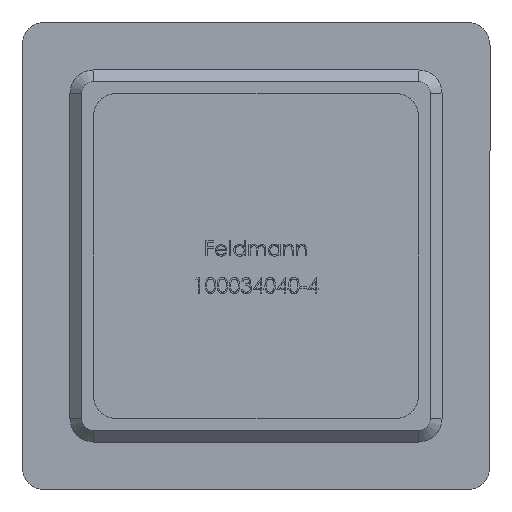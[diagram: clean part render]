
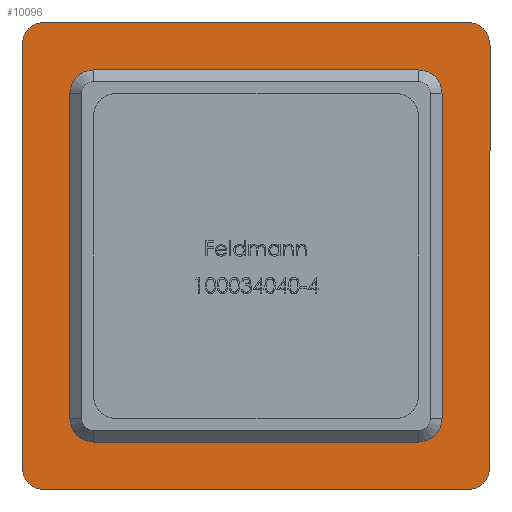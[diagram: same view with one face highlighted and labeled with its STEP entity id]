
A CAD part, front view. The second image highlights one B-rep face of the part: STEP entity #10096.
In plain terms, the highlighted planar face has unit normal (0, -1, 0).
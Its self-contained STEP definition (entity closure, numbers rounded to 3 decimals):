
#29 = LINE ( 'NONE', #9528, #8923 ) ;
#71 = ORIENTED_EDGE ( 'NONE', *, *, #11885, .F. ) ;
#122 = EDGE_CURVE ( 'NONE', #4263, #4934, #4925, .T. ) ;
#288 = CARTESIAN_POINT ( 'NONE',  ( -20., 0., 18. ) ) ;
#294 = CARTESIAN_POINT ( 'NONE',  ( -15.9, 0., 15.9 ) ) ;
#427 = ORIENTED_EDGE ( 'NONE', *, *, #14117, .T. ) ;
#528 = DIRECTION ( 'NONE',  ( 0., 0., 1. ) ) ;
#586 = DIRECTION ( 'NONE',  ( 0., -1., 0. ) ) ;
#667 = ORIENTED_EDGE ( 'NONE', *, *, #2652, .T. ) ;
#677 = VERTEX_POINT ( 'NONE', #14643 ) ;
#713 = FACE_BOUND ( 'NONE', #985, .T. ) ;
#788 = DIRECTION ( 'NONE',  ( -1., 0., 0. ) ) ;
#913 = CIRCLE ( 'NONE', #6062, 2. ) ;
#985 = EDGE_LOOP ( 'NONE', ( #71, #2262, #2591, #13743, #9615, #10821, #2765, #13856 ) ) ;
#1063 = LINE ( 'NONE', #2697, #14155 ) ;
#1355 = CARTESIAN_POINT ( 'NONE',  ( -20., 0., -20. ) ) ;
#1685 = DIRECTION ( 'NONE',  ( -1., 0., 0. ) ) ;
#1759 = VECTOR ( 'NONE', #4038, 1000. ) ;
#1848 = LINE ( 'NONE', #294, #12189 ) ;
#2086 = EDGE_CURVE ( 'NONE', #6205, #9107, #9970, .T. ) ;
#2202 = AXIS2_PLACEMENT_3D ( 'NONE', #3009, #3172, #8840 ) ;
#2262 = ORIENTED_EDGE ( 'NONE', *, *, #14165, .T. ) ;
#2591 = ORIENTED_EDGE ( 'NONE', *, *, #9821, .F. ) ;
#2652 = EDGE_CURVE ( 'NONE', #11485, #3665, #6146, .T. ) ;
#2690 = CARTESIAN_POINT ( 'NONE',  ( -15.9, 0., 13.9 ) ) ;
#2697 = CARTESIAN_POINT ( 'NONE',  ( 20., 0., -20. ) ) ;
#2702 = CARTESIAN_POINT ( 'NONE',  ( 18., 0., 18. ) ) ;
#2765 = ORIENTED_EDGE ( 'NONE', *, *, #13476, .F. ) ;
#3005 = EDGE_CURVE ( 'NONE', #10909, #6034, #9794, .T. ) ;
#3009 = CARTESIAN_POINT ( 'NONE',  ( 18., 0., -18. ) ) ;
#3116 = VECTOR ( 'NONE', #788, 1000. ) ;
#3154 = DIRECTION ( 'NONE',  ( 0., 0., 1. ) ) ;
#3172 = DIRECTION ( 'NONE',  ( 0., -1., 0. ) ) ;
#3524 = AXIS2_PLACEMENT_3D ( 'NONE', #9492, #14321, #5131 ) ;
#3665 = VERTEX_POINT ( 'NONE', #288 ) ;
#3739 = CARTESIAN_POINT ( 'NONE',  ( -15.9, 0., -15.9 ) ) ;
#3747 = AXIS2_PLACEMENT_3D ( 'NONE', #12116, #13248, #14364 ) ;
#3987 = CIRCLE ( 'NONE', #10927, 2. ) ;
#4038 = DIRECTION ( 'NONE',  ( 1., 0., 0. ) ) ;
#4263 = VERTEX_POINT ( 'NONE', #7502 ) ;
#4343 = CARTESIAN_POINT ( 'NONE',  ( 13.9, 0., -15.9 ) ) ;
#4588 = VERTEX_POINT ( 'NONE', #13975 ) ;
#4591 = EDGE_CURVE ( 'NONE', #6205, #9277, #1063, .T. ) ;
#4829 = DIRECTION ( 'NONE',  ( 0., 0., 1. ) ) ;
#4915 = CIRCLE ( 'NONE', #7052, 2. ) ;
#4925 = LINE ( 'NONE', #5295, #3116 ) ;
#4934 = VERTEX_POINT ( 'NONE', #10568 ) ;
#5131 = DIRECTION ( 'NONE',  ( 0., 0., 1. ) ) ;
#5169 = DIRECTION ( 'NONE',  ( 0., 1., 0. ) ) ;
#5295 = CARTESIAN_POINT ( 'NONE',  ( -20., 0., -20. ) ) ;
#5414 = CARTESIAN_POINT ( 'NONE',  ( -18., 0., -18. ) ) ;
#5619 = FACE_OUTER_BOUND ( 'NONE', #13941, .T. ) ;
#5956 = CARTESIAN_POINT ( 'NONE',  ( -13.9, 0., 15.9 ) ) ;
#6034 = VERTEX_POINT ( 'NONE', #14475 ) ;
#6044 = AXIS2_PLACEMENT_3D ( 'NONE', #10688, #11903, #8437 ) ;
#6062 = AXIS2_PLACEMENT_3D ( 'NONE', #14164, #7207, #11817 ) ;
#6146 = CIRCLE ( 'NONE', #12894, 2. ) ;
#6148 = VECTOR ( 'NONE', #8708, 1000. ) ;
#6166 = AXIS2_PLACEMENT_3D ( 'NONE', #2702, #11770, #4829 ) ;
#6173 = LINE ( 'NONE', #1355, #13453 ) ;
#6205 = VERTEX_POINT ( 'NONE', #14097 ) ;
#6300 = CARTESIAN_POINT ( 'NONE',  ( 18., 0., 20. ) ) ;
#7052 = AXIS2_PLACEMENT_3D ( 'NONE', #5414, #13557, #3154 ) ;
#7182 = VERTEX_POINT ( 'NONE', #5956 ) ;
#7207 = DIRECTION ( 'NONE',  ( 0., 1., 0. ) ) ;
#7330 = VERTEX_POINT ( 'NONE', #11241 ) ;
#7372 = DIRECTION ( 'NONE',  ( 0., 0., -1. ) ) ;
#7502 = CARTESIAN_POINT ( 'NONE',  ( 18., 0., -20. ) ) ;
#7666 = VERTEX_POINT ( 'NONE', #4343 ) ;
#7783 = EDGE_CURVE ( 'NONE', #11485, #9107, #12126, .T. ) ;
#7841 = ORIENTED_EDGE ( 'NONE', *, *, #4591, .F. ) ;
#8437 = DIRECTION ( 'NONE',  ( 0., 0., 1. ) ) ;
#8446 = CARTESIAN_POINT ( 'NONE',  ( -20., 0., 20. ) ) ;
#8694 = CARTESIAN_POINT ( 'NONE',  ( -15.9, 0., -13.9 ) ) ;
#8708 = DIRECTION ( 'NONE',  ( 1., 0., 0. ) ) ;
#8840 = DIRECTION ( 'NONE',  ( 0., 0., 1. ) ) ;
#8874 = VERTEX_POINT ( 'NONE', #2690 ) ;
#8923 = VECTOR ( 'NONE', #1685, 1000. ) ;
#8997 = CARTESIAN_POINT ( 'NONE',  ( -18., 0., 20. ) ) ;
#9000 = EDGE_CURVE ( 'NONE', #677, #4934, #4915, .T. ) ;
#9005 = CARTESIAN_POINT ( 'NONE',  ( 20., 0., -18. ) ) ;
#9107 = VERTEX_POINT ( 'NONE', #6300 ) ;
#9277 = VERTEX_POINT ( 'NONE', #9005 ) ;
#9492 = CARTESIAN_POINT ( 'NONE',  ( 13.9, 0., 13.9 ) ) ;
#9503 = ORIENTED_EDGE ( 'NONE', *, *, #9000, .T. ) ;
#9528 = CARTESIAN_POINT ( 'NONE',  ( -15.9, 0., 15.9 ) ) ;
#9540 = EDGE_CURVE ( 'NONE', #677, #3665, #6173, .T. ) ;
#9571 = CARTESIAN_POINT ( 'NONE',  ( -13.9, 0., 13.9 ) ) ;
#9593 = LINE ( 'NONE', #3739, #6148 ) ;
#9615 = ORIENTED_EDGE ( 'NONE', *, *, #14221, .F. ) ;
#9683 = PLANE ( 'NONE',  #6044 ) ;
#9706 = CARTESIAN_POINT ( 'NONE',  ( -18., 0., 18. ) ) ;
#9794 = CIRCLE ( 'NONE', #3524, 2. ) ;
#9821 = EDGE_CURVE ( 'NONE', #7330, #7666, #9593, .T. ) ;
#9970 = CIRCLE ( 'NONE', #6166, 2. ) ;
#10096 = ADVANCED_FACE ( 'NONE', ( #5619, #713 ), #9683, .F. ) ;
#10568 = CARTESIAN_POINT ( 'NONE',  ( -18., 0., -20. ) ) ;
#10688 = CARTESIAN_POINT ( 'NONE',  ( 0., 0., 0. ) ) ;
#10821 = ORIENTED_EDGE ( 'NONE', *, *, #11565, .T. ) ;
#10899 = DIRECTION ( 'NONE',  ( 0., 0., 1. ) ) ;
#10909 = VERTEX_POINT ( 'NONE', #13684 ) ;
#10927 = AXIS2_PLACEMENT_3D ( 'NONE', #9571, #5169, #10899 ) ;
#11241 = CARTESIAN_POINT ( 'NONE',  ( -13.9, 0., -15.9 ) ) ;
#11485 = VERTEX_POINT ( 'NONE', #8997 ) ;
#11565 = EDGE_CURVE ( 'NONE', #8874, #7182, #3987, .T. ) ;
#11635 = ORIENTED_EDGE ( 'NONE', *, *, #122, .F. ) ;
#11770 = DIRECTION ( 'NONE',  ( 0., -1., 0. ) ) ;
#11810 = DIRECTION ( 'NONE',  ( 0., 0., 1. ) ) ;
#11817 = DIRECTION ( 'NONE',  ( 0., 0., 1. ) ) ;
#11885 = EDGE_CURVE ( 'NONE', #4588, #6034, #14679, .T. ) ;
#11903 = DIRECTION ( 'NONE',  ( 0., 1., 0. ) ) ;
#12116 = CARTESIAN_POINT ( 'NONE',  ( 13.9, 0., -13.9 ) ) ;
#12126 = LINE ( 'NONE', #8446, #1759 ) ;
#12189 = VECTOR ( 'NONE', #7372, 1000. ) ;
#12550 = CIRCLE ( 'NONE', #2202, 2. ) ;
#12894 = AXIS2_PLACEMENT_3D ( 'NONE', #9706, #586, #528 ) ;
#12949 = DIRECTION ( 'NONE',  ( 0., 0., -1. ) ) ;
#13098 = ORIENTED_EDGE ( 'NONE', *, *, #2086, .T. ) ;
#13248 = DIRECTION ( 'NONE',  ( 0., 1., 0. ) ) ;
#13361 = EDGE_CURVE ( 'NONE', #7330, #14049, #913, .T. ) ;
#13453 = VECTOR ( 'NONE', #11810, 1000. ) ;
#13476 = EDGE_CURVE ( 'NONE', #10909, #7182, #29, .T. ) ;
#13557 = DIRECTION ( 'NONE',  ( 0., -1., 0. ) ) ;
#13615 = CARTESIAN_POINT ( 'NONE',  ( 15.9, 0., 15.9 ) ) ;
#13684 = CARTESIAN_POINT ( 'NONE',  ( 13.9, 0., 15.9 ) ) ;
#13743 = ORIENTED_EDGE ( 'NONE', *, *, #13361, .T. ) ;
#13804 = CIRCLE ( 'NONE', #3747, 2. ) ;
#13856 = ORIENTED_EDGE ( 'NONE', *, *, #3005, .T. ) ;
#13941 = EDGE_LOOP ( 'NONE', ( #11635, #427, #7841, #13098, #14372, #667, #14764, #9503 ) ) ;
#13953 = VECTOR ( 'NONE', #14637, 1000. ) ;
#13975 = CARTESIAN_POINT ( 'NONE',  ( 15.9, 0., -13.9 ) ) ;
#14049 = VERTEX_POINT ( 'NONE', #8694 ) ;
#14097 = CARTESIAN_POINT ( 'NONE',  ( 20., 0., 18. ) ) ;
#14117 = EDGE_CURVE ( 'NONE', #4263, #9277, #12550, .T. ) ;
#14155 = VECTOR ( 'NONE', #12949, 1000. ) ;
#14164 = CARTESIAN_POINT ( 'NONE',  ( -13.9, 0., -13.9 ) ) ;
#14165 = EDGE_CURVE ( 'NONE', #4588, #7666, #13804, .T. ) ;
#14221 = EDGE_CURVE ( 'NONE', #8874, #14049, #1848, .T. ) ;
#14321 = DIRECTION ( 'NONE',  ( 0., 1., 0. ) ) ;
#14364 = DIRECTION ( 'NONE',  ( 0., 0., 1. ) ) ;
#14372 = ORIENTED_EDGE ( 'NONE', *, *, #7783, .F. ) ;
#14475 = CARTESIAN_POINT ( 'NONE',  ( 15.9, 0., 13.9 ) ) ;
#14637 = DIRECTION ( 'NONE',  ( 0., 0., 1. ) ) ;
#14643 = CARTESIAN_POINT ( 'NONE',  ( -20., 0., -18. ) ) ;
#14679 = LINE ( 'NONE', #13615, #13953 ) ;
#14764 = ORIENTED_EDGE ( 'NONE', *, *, #9540, .F. ) ;
